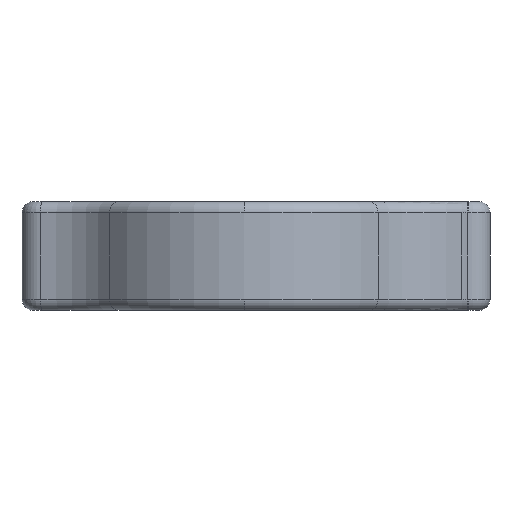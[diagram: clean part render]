
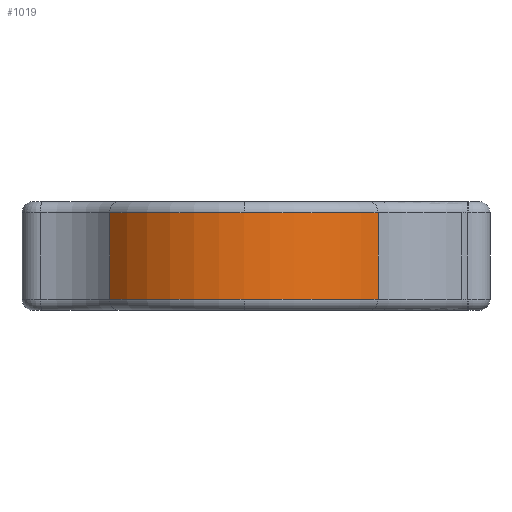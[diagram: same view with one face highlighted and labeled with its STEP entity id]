
A CAD part, left-side view. The second image highlights one B-rep face of the part: STEP entity #1019.
In plain terms, the highlighted cylindrical face has radius 16 mm (diameter 32 mm), a partial arc.
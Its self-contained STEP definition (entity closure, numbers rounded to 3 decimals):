
#57 = EDGE_CURVE ( 'NONE', #2434, #1635, #1631, .T. ) ;
#78 = CARTESIAN_POINT ( 'NONE',  ( -16., 0., -9. ) ) ;
#149 = DIRECTION ( 'NONE',  ( -1., 0., 0. ) ) ;
#190 = EDGE_CURVE ( 'NONE', #2434, #543, #1063, .T. ) ;
#209 = FACE_OUTER_BOUND ( 'NONE', #823, .T. ) ;
#222 = EDGE_CURVE ( 'NONE', #1746, #1880, #1934, .T. ) ;
#275 = CARTESIAN_POINT ( 'NONE',  ( -10.146, -12.371, -1. ) ) ;
#380 = AXIS2_PLACEMENT_3D ( 'NONE', #1667, #1269, #855 ) ;
#424 = AXIS2_PLACEMENT_3D ( 'NONE', #591, #1993, #149 ) ;
#529 = ORIENTED_EDGE ( 'NONE', *, *, #1060, .T. ) ;
#543 = VERTEX_POINT ( 'NONE', #78 ) ;
#544 = CIRCLE ( 'NONE', #424, 16. ) ;
#571 = CARTESIAN_POINT ( 'NONE',  ( -16., 0., -1. ) ) ;
#591 = CARTESIAN_POINT ( 'NONE',  ( 0., 0., -9. ) ) ;
#606 = AXIS2_PLACEMENT_3D ( 'NONE', #1607, #2447, #628 ) ;
#628 = DIRECTION ( 'NONE',  ( -1., 0., 0. ) ) ;
#629 = ORIENTED_EDGE ( 'NONE', *, *, #57, .F. ) ;
#682 = VERTEX_POINT ( 'NONE', #571 ) ;
#795 = CARTESIAN_POINT ( 'NONE',  ( 0., 0., -9. ) ) ;
#810 = EDGE_CURVE ( 'NONE', #682, #1635, #838, .T. ) ;
#823 = EDGE_LOOP ( 'NONE', ( #2017, #1494, #1385, #629, #2048, #529 ) ) ;
#838 = CIRCLE ( 'NONE', #380, 16. ) ;
#855 = DIRECTION ( 'NONE',  ( -1., 0., 0. ) ) ;
#1019 = ADVANCED_FACE ( 'NONE', ( #209 ), #1437, .T. ) ;
#1060 = EDGE_CURVE ( 'NONE', #543, #1746, #544, .T. ) ;
#1063 = CIRCLE ( 'NONE', #2024, 16. ) ;
#1095 = VECTOR ( 'NONE', #1917, 1000. ) ;
#1164 = DIRECTION ( 'NONE',  ( 0., 0., 1. ) ) ;
#1181 = CARTESIAN_POINT ( 'NONE',  ( 0., 0., -10. ) ) ;
#1269 = DIRECTION ( 'NONE',  ( 0., 0., -1. ) ) ;
#1385 = ORIENTED_EDGE ( 'NONE', *, *, #810, .T. ) ;
#1413 = CARTESIAN_POINT ( 'NONE',  ( -10.094, 12.414, -1. ) ) ;
#1437 = CYLINDRICAL_SURFACE ( 'NONE', #1776, 16. ) ;
#1443 = CARTESIAN_POINT ( 'NONE',  ( -10.146, -12.371, -9. ) ) ;
#1494 = ORIENTED_EDGE ( 'NONE', *, *, #2330, .T. ) ;
#1552 = DIRECTION ( 'NONE',  ( -1., 0., 0. ) ) ;
#1604 = CARTESIAN_POINT ( 'NONE',  ( -10.146, -12.371, -10. ) ) ;
#1607 = CARTESIAN_POINT ( 'NONE',  ( 0., 0., -1. ) ) ;
#1615 = DIRECTION ( 'NONE',  ( 0., 0., 1. ) ) ;
#1631 = LINE ( 'NONE', #2542, #1095 ) ;
#1635 = VERTEX_POINT ( 'NONE', #1413 ) ;
#1646 = CIRCLE ( 'NONE', #606, 16. ) ;
#1658 = VECTOR ( 'NONE', #1615, 1000. ) ;
#1667 = CARTESIAN_POINT ( 'NONE',  ( 0., 0., -1. ) ) ;
#1746 = VERTEX_POINT ( 'NONE', #1443 ) ;
#1776 = AXIS2_PLACEMENT_3D ( 'NONE', #1181, #2599, #1788 ) ;
#1788 = DIRECTION ( 'NONE',  ( 1., 0., 0. ) ) ;
#1840 = CARTESIAN_POINT ( 'NONE',  ( -10.094, 12.414, -9. ) ) ;
#1880 = VERTEX_POINT ( 'NONE', #275 ) ;
#1917 = DIRECTION ( 'NONE',  ( 0., 0., 1. ) ) ;
#1934 = LINE ( 'NONE', #1604, #1658 ) ;
#1993 = DIRECTION ( 'NONE',  ( 0., 0., 1. ) ) ;
#2017 = ORIENTED_EDGE ( 'NONE', *, *, #222, .T. ) ;
#2024 = AXIS2_PLACEMENT_3D ( 'NONE', #795, #1164, #1552 ) ;
#2048 = ORIENTED_EDGE ( 'NONE', *, *, #190, .T. ) ;
#2330 = EDGE_CURVE ( 'NONE', #1880, #682, #1646, .T. ) ;
#2434 = VERTEX_POINT ( 'NONE', #1840 ) ;
#2447 = DIRECTION ( 'NONE',  ( 0., 0., -1. ) ) ;
#2542 = CARTESIAN_POINT ( 'NONE',  ( -10.094, 12.414, -10. ) ) ;
#2599 = DIRECTION ( 'NONE',  ( 0., 0., 1. ) ) ;
